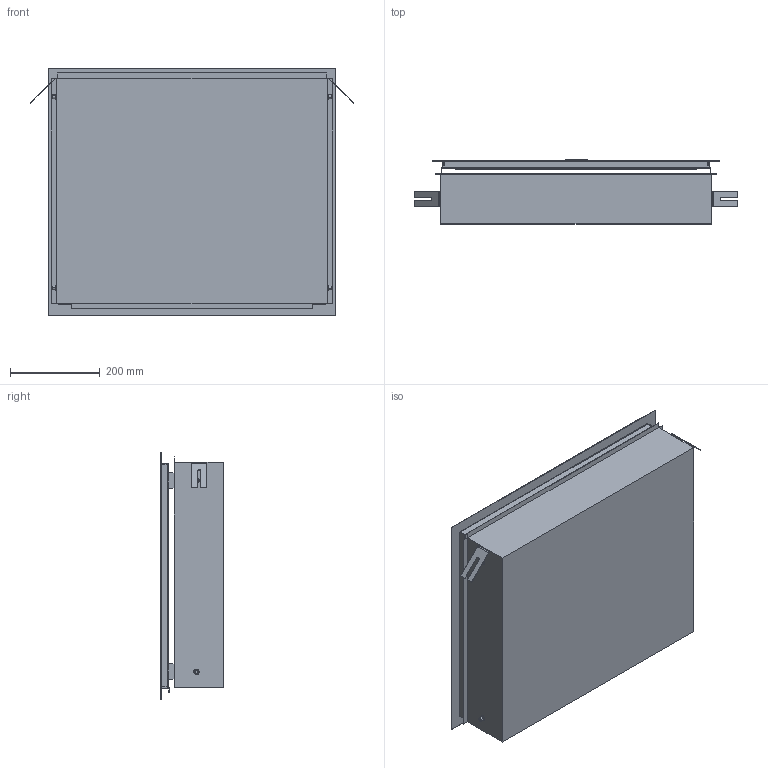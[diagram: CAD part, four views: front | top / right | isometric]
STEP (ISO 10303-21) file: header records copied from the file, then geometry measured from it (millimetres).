
FILE_DESCRIPTION(('CATIA V5 STEP Exchange','CAx-IF Rec.Pracs.--- Model Styling and Organization---1.4--- 2014-01-23','CAx-IF Rec.Pracs.---3D Tessellated Data Validation Properties---0.5---2014-09-14'),'2;1');
FILE_NAME('STEP_659064_-_TST.stp','2021-03-12T15:06:10+00:00',('none'),('none'),'CATIA Version 5-6 Release 2019 SP3','CATIA V5 STEP AP242 v1','none');
FILE_SCHEMA(('AP242_MANAGED_MODEL_BASED_3D_ENGINEERING_MIM_LF {1 0 10303 442 1 1 4}'));
Length unit declared in the file: millimetre
Products named in the file (1): 659064 - TST
Bounding box: 720.31 x 141.6 x 550 mm (x, y, z)
Volume: 33866995.9 mm3; surface area: 1762078.9 mm2
Topology: 5 solids, 5 shells, 410 faces, 1133 edges, 729 vertices
Faces by surface type: plane 275, cylinder 97, bspline 34, extrusion 2, cone 1, torus 1
Entity records: 16838 total; most frequent: CARTESIAN_POINT 6852, ORIENTED_EDGE 2250, DIRECTION 1464, EDGE_CURVE 1125, VECTOR 850, LINE 848, VERTEX_POINT 729, EDGE_LOOP 454
